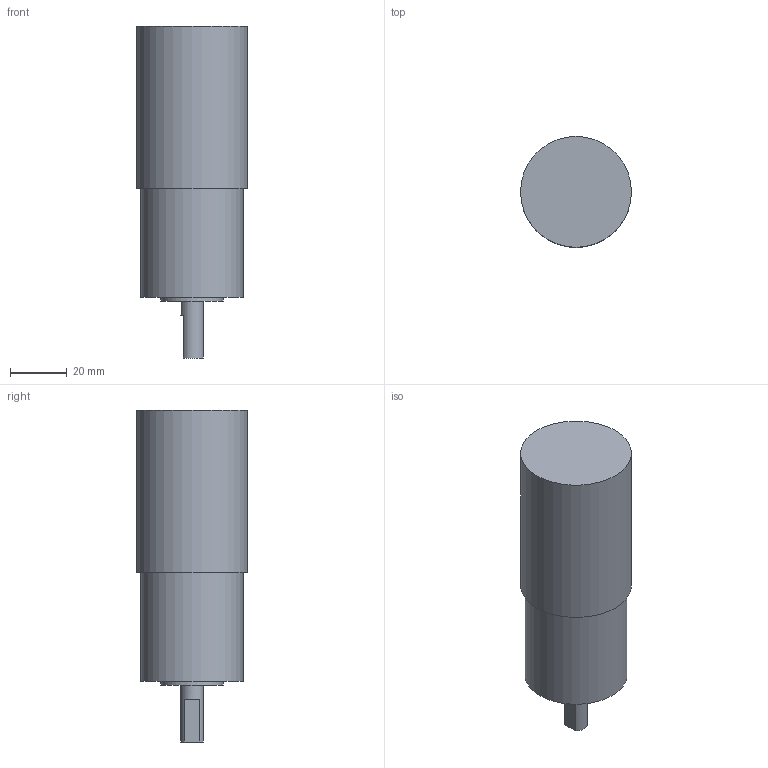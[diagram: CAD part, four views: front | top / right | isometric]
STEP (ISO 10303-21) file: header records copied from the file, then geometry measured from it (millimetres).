
FILE_DESCRIPTION(/* description */ ('STEP AP242 Edition 2','CAx-IF Rec.Pracs.---Representation and Presentation of Product Manufacturing Information (PMI)---4.0---2014-10-13','CAx-IF Rec.Pracs.---3D Tessellated Geometry---0.4---2014-09-14','2;1','CAx-IF Rec.Pracs.---User Defined Attributes---1.5---2016-08-15'),/* implementation_level */ '2;1');
FILE_NAME(/* name */ '698c034693ebe4102c205a5c',/* time_stamp */ '2026-02-11T04:19:18Z',/* author */ (''),/* organization */ (''),/* preprocessor_version */ 'ST-DEVELOPER v20',/* originating_system */ 'ONSHAPE BY PTC INC, 1.210',/* authorisation */ ' ');
FILE_SCHEMA (('AP242_MANAGED_MODEL_BASED_3D_ENGINEERING_MIM_LF { 1 0 10303 442 3 1 4 }'));
Length unit declared in the file: metre
Products named in the file (1): DC motor
Bounding box: 39 x 39 x 116.8 mm (x, y, z)
Volume: 108018.1 mm3; surface area: 15254.8 mm2
Topology: 1 solids, 1 shells, 19 faces, 31 edges, 21 vertices
Faces by surface type: plane 11, cylinder 8
Full cylindrical faces by diameter (mm): 3 x4, 8 x1, 22 x1, 36 x1, 39 x1
Entity records: 414 total; most frequent: DIRECTION 78, CARTESIAN_POINT 60, ORIENTED_EDGE 42, AXIS2_PLACEMENT_3D 37, EDGE_LOOP 34, FACE_BOUND 34, EDGE_CURVE 21, VERTEX_POINT 19
